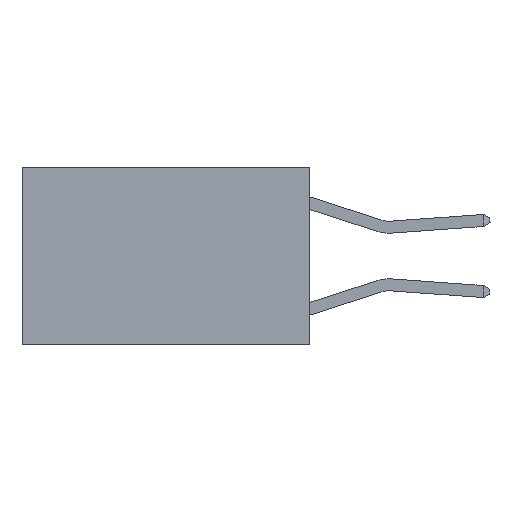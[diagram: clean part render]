
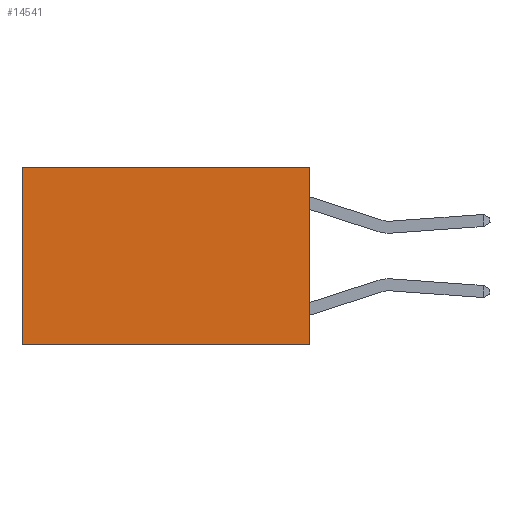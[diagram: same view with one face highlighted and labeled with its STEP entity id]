
A CAD part, left-side view. The second image highlights one B-rep face of the part: STEP entity #14541.
In plain terms, the highlighted planar face has unit normal (-1, 0, 0).
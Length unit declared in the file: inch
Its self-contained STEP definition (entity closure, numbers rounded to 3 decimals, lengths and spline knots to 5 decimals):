
#68 = EDGE_CURVE ( 'NONE', #5181, #7606, #1745, .T. ) ;
#336 = CARTESIAN_POINT ( 'NONE',  ( 0.2625, 0.6, 0. ) ) ;
#1111 = ORIENTED_EDGE ( 'NONE', *, *, #15731, .F. ) ;
#1745 = LINE ( 'NONE', #13629, #8154 ) ;
#2420 = VECTOR ( 'NONE', #13635, 39.37008 ) ;
#4091 = DIRECTION ( 'NONE',  ( 0., 0., -1. ) ) ;
#4306 = VECTOR ( 'NONE', #12746, 39.37008 ) ;
#5181 = VERTEX_POINT ( 'NONE', #7486 ) ;
#5231 = EDGE_CURVE ( 'NONE', #7606, #6254, #11699, .T. ) ;
#5944 = AXIS2_PLACEMENT_3D ( 'NONE', #10339, #15333, #7948 ) ;
#6254 = VERTEX_POINT ( 'NONE', #12290 ) ;
#7167 = ORIENTED_EDGE ( 'NONE', *, *, #5231, .T. ) ;
#7486 = CARTESIAN_POINT ( 'NONE',  ( 0.2625, 0., 0. ) ) ;
#7606 = VERTEX_POINT ( 'NONE', #9170 ) ;
#7927 = EDGE_LOOP ( 'NONE', ( #7167, #10381, #1111, #14017 ) ) ;
#7948 = DIRECTION ( 'NONE',  ( 0., 0., -1. ) ) ;
#8154 = VECTOR ( 'NONE', #9898, 39.37008 ) ;
#8845 = LINE ( 'NONE', #13802, #11691 ) ;
#9070 = CARTESIAN_POINT ( 'NONE',  ( 0.2625, 0., -0.37 ) ) ;
#9170 = CARTESIAN_POINT ( 'NONE',  ( 0.2625, 0.6, 0. ) ) ;
#9558 = FACE_OUTER_BOUND ( 'NONE', #7927, .T. ) ;
#9898 = DIRECTION ( 'NONE',  ( 0., 1., 0. ) ) ;
#10339 = CARTESIAN_POINT ( 'NONE',  ( 0.2625, 0., 0. ) ) ;
#10381 = ORIENTED_EDGE ( 'NONE', *, *, #15610, .F. ) ;
#11136 = LINE ( 'NONE', #9070, #4306 ) ;
#11513 = VERTEX_POINT ( 'NONE', #13528 ) ;
#11691 = VECTOR ( 'NONE', #4091, 39.37008 ) ;
#11699 = LINE ( 'NONE', #336, #2420 ) ;
#12290 = CARTESIAN_POINT ( 'NONE',  ( 0.2625, 0.6, -0.37 ) ) ;
#12746 = DIRECTION ( 'NONE',  ( 0., 1., 0. ) ) ;
#13528 = CARTESIAN_POINT ( 'NONE',  ( 0.2625, 0., -0.37 ) ) ;
#13629 = CARTESIAN_POINT ( 'NONE',  ( 0.2625, 0., 0. ) ) ;
#13635 = DIRECTION ( 'NONE',  ( 0., 0., -1. ) ) ;
#13802 = CARTESIAN_POINT ( 'NONE',  ( 0.2625, 0., 0. ) ) ;
#14017 = ORIENTED_EDGE ( 'NONE', *, *, #68, .T. ) ;
#14022 = PLANE ( 'NONE',  #5944 ) ;
#14541 = ADVANCED_FACE ( 'NONE', ( #9558 ), #14022, .F. ) ;
#15333 = DIRECTION ( 'NONE',  ( 1., 0., 0. ) ) ;
#15610 = EDGE_CURVE ( 'NONE', #11513, #6254, #11136, .T. ) ;
#15731 = EDGE_CURVE ( 'NONE', #5181, #11513, #8845, .T. ) ;
